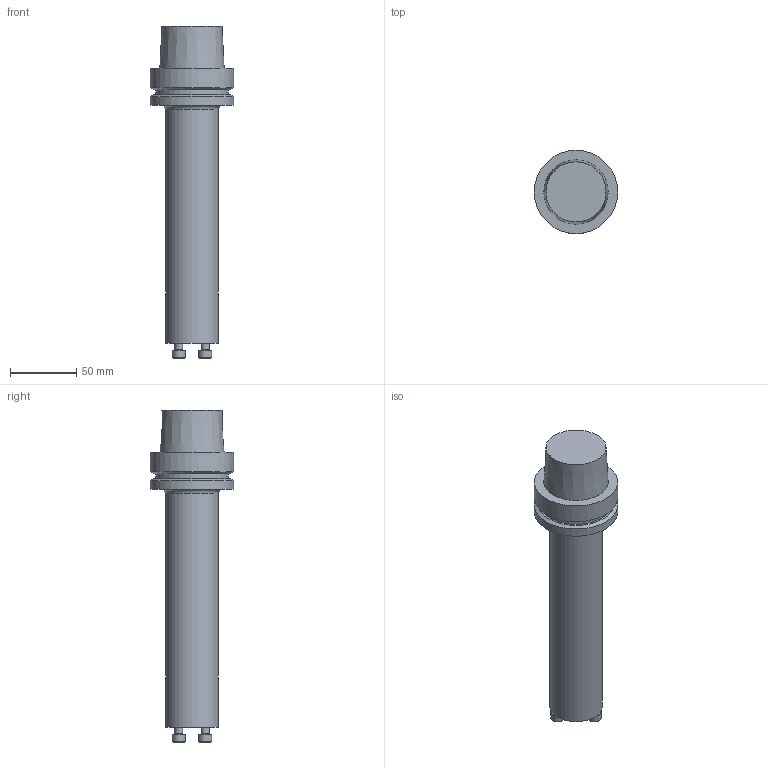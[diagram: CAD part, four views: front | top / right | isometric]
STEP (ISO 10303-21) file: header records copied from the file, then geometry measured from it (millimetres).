
FILE_DESCRIPTION(/* description */ (''),/* implementation_level */ '2;1');
FILE_NAME(/* name */ 'TOOLCOMP_1.STP',/* time_stamp */ '2025-01-21T13:55:16+01:00',/* author */ (''),/* organization */ ('SMS'),/* preprocessor_version */ 'ST-DEVELOPER v16.7',/* originating_system */ 'SIEMENS PLM Software NX 12.0',/* authorisation */ '');
FILE_SCHEMA (('AUTOMOTIVE_DESIGN { 1 0 10303 214 3 1 1 1 }'));
Length unit declared in the file: millimetre
Products named in the file (1): TOOLCOMP_1
Bounding box: 63 x 63 x 251 mm (x, y, z)
Volume: 367431.3 mm3; surface area: 40961.9 mm2
Topology: 1 solids, 1 shells, 144 faces, 353 edges, 223 vertices
Faces by surface type: plane 66, extrusion 36, cone 24, cylinder 10, torus 8
Full cylindrical faces by diameter (mm): 6 x3, 10 x3, 40 x1, 55 x1, 63 x2
Entity records: 5812 total; most frequent: CARTESIAN_POINT 2476, DIRECTION 684, ORIENTED_EDGE 640, EDGE_CURVE 320, AXIS2_PLACEMENT_3D 270, VERTEX_POINT 215, EDGE_LOOP 178, VECTOR 144
